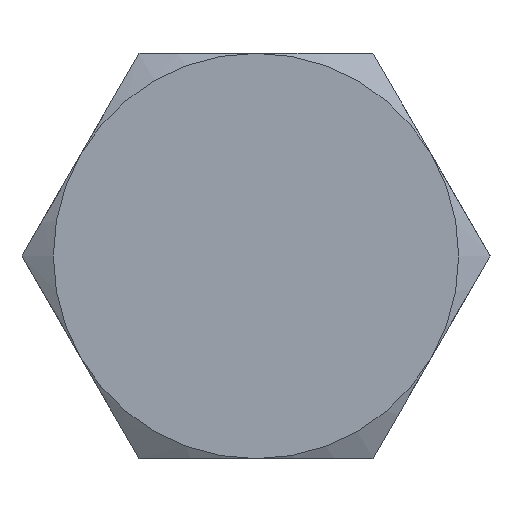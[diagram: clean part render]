
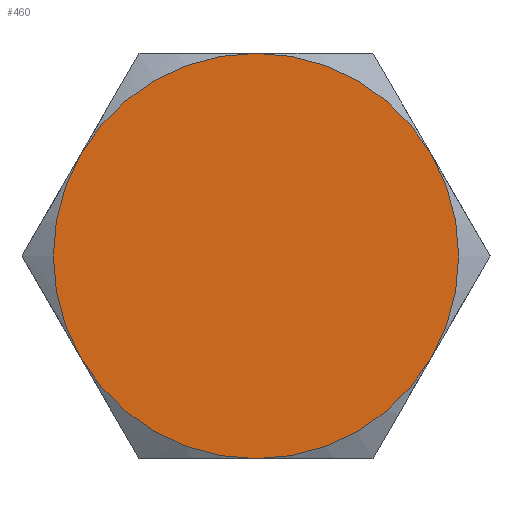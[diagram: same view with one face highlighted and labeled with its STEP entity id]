
A CAD part, left-side view. The second image highlights one B-rep face of the part: STEP entity #460.
In plain terms, the highlighted planar face has unit normal (-1, 0, 0).
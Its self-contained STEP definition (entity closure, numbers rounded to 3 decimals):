
#9 = CARTESIAN_POINT ( 'NONE',  ( -13., 12.99, 7.5 ) ) ;
#49 = CARTESIAN_POINT ( 'NONE',  ( -13., -12.99, -7.5 ) ) ;
#51 = CARTESIAN_POINT ( 'NONE',  ( -13., 12.99, -7.5 ) ) ;
#60 = CARTESIAN_POINT ( 'NONE',  ( -13., -12.99, 7.5 ) ) ;
#128 = CARTESIAN_POINT ( 'NONE',  ( -13., 0., 15. ) ) ;
#131 = DIRECTION ( 'NONE',  ( 0., 0., -1. ) ) ;
#145 = AXIS2_PLACEMENT_3D ( 'NONE', #153, #156, #150 ) ;
#146 = PLANE ( 'NONE',  #145 ) ;
#148 = CARTESIAN_POINT ( 'NONE',  ( -13., 0., 0. ) ) ;
#149 = CIRCLE ( 'NONE', #155, 15. ) ;
#150 = DIRECTION ( 'NONE',  ( 0., 0., -1. ) ) ;
#153 = CARTESIAN_POINT ( 'NONE',  ( -13., 25.981, 15. ) ) ;
#154 = DIRECTION ( 'NONE',  ( -1., 0., 0. ) ) ;
#155 = AXIS2_PLACEMENT_3D ( 'NONE', #148, #154, #160 ) ;
#156 = DIRECTION ( 'NONE',  ( 1., 0., 0. ) ) ;
#160 = DIRECTION ( 'NONE',  ( 0., 0., -1. ) ) ;
#163 = FACE_OUTER_BOUND ( 'NONE', #459, .T. ) ;
#167 = CIRCLE ( 'NONE', #170, 15. ) ;
#168 = DIRECTION ( 'NONE',  ( -1., 0., 0. ) ) ;
#169 = CARTESIAN_POINT ( 'NONE',  ( -13., 0., 0. ) ) ;
#170 = AXIS2_PLACEMENT_3D ( 'NONE', #169, #168, #131 ) ;
#189 = CARTESIAN_POINT ( 'NONE',  ( -13., 0., -15. ) ) ;
#201 = DIRECTION ( 'NONE',  ( 0., 0., -1. ) ) ;
#202 = DIRECTION ( 'NONE',  ( -1., 0., 0. ) ) ;
#203 = AXIS2_PLACEMENT_3D ( 'NONE', #216, #202, #201 ) ;
#206 = AXIS2_PLACEMENT_3D ( 'NONE', #221, #211, #210 ) ;
#210 = DIRECTION ( 'NONE',  ( 0., 0., -1. ) ) ;
#211 = DIRECTION ( 'NONE',  ( -1., 0., 0. ) ) ;
#213 = CIRCLE ( 'NONE', #203, 15. ) ;
#214 = CIRCLE ( 'NONE', #206, 15. ) ;
#216 = CARTESIAN_POINT ( 'NONE',  ( -13., 0., 0. ) ) ;
#221 = CARTESIAN_POINT ( 'NONE',  ( -13., 0., 0. ) ) ;
#306 = EDGE_CURVE ( 'NONE', #432, #398, #509, .T. ) ;
#310 = EDGE_CURVE ( 'NONE', #440, #398, #497, .T. ) ;
#375 = VERTEX_POINT ( 'NONE', #60 ) ;
#395 = VERTEX_POINT ( 'NONE', #49 ) ;
#398 = VERTEX_POINT ( 'NONE', #51 ) ;
#421 = VERTEX_POINT ( 'NONE', #128 ) ;
#432 = VERTEX_POINT ( 'NONE', #9 ) ;
#440 = VERTEX_POINT ( 'NONE', #189 ) ;
#454 = ORIENTED_EDGE ( 'NONE', *, *, #310, .F. ) ;
#455 = EDGE_CURVE ( 'NONE', #440, #395, #167, .T. ) ;
#459 = EDGE_LOOP ( 'NONE', ( #454, #473, #467, #471, #472, #464 ) ) ;
#460 = ADVANCED_FACE ( 'NONE', ( #163 ), #146, .F. ) ;
#461 = EDGE_CURVE ( 'NONE', #395, #375, #149, .T. ) ;
#464 = ORIENTED_EDGE ( 'NONE', *, *, #306, .T. ) ;
#467 = ORIENTED_EDGE ( 'NONE', *, *, #461, .T. ) ;
#470 = EDGE_CURVE ( 'NONE', #375, #421, #214, .T. ) ;
#471 = ORIENTED_EDGE ( 'NONE', *, *, #470, .T. ) ;
#472 = ORIENTED_EDGE ( 'NONE', *, *, #480, .T. ) ;
#473 = ORIENTED_EDGE ( 'NONE', *, *, #455, .T. ) ;
#480 = EDGE_CURVE ( 'NONE', #421, #432, #213, .T. ) ;
#494 = DIRECTION ( 'NONE',  ( 0., 0., -1. ) ) ;
#495 = DIRECTION ( 'NONE',  ( 1., 0., 0. ) ) ;
#496 = AXIS2_PLACEMENT_3D ( 'NONE', #502, #495, #494 ) ;
#497 = CIRCLE ( 'NONE', #496, 15. ) ;
#502 = CARTESIAN_POINT ( 'NONE',  ( -13., 0., 0. ) ) ;
#505 = DIRECTION ( 'NONE',  ( 0., 0., -1. ) ) ;
#506 = DIRECTION ( 'NONE',  ( -1., 0., 0. ) ) ;
#507 = CARTESIAN_POINT ( 'NONE',  ( -13., 0., 0. ) ) ;
#508 = AXIS2_PLACEMENT_3D ( 'NONE', #507, #506, #505 ) ;
#509 = CIRCLE ( 'NONE', #508, 15. ) ;
